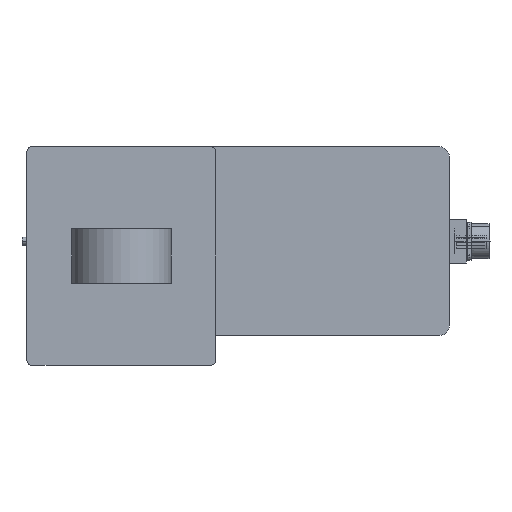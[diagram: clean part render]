
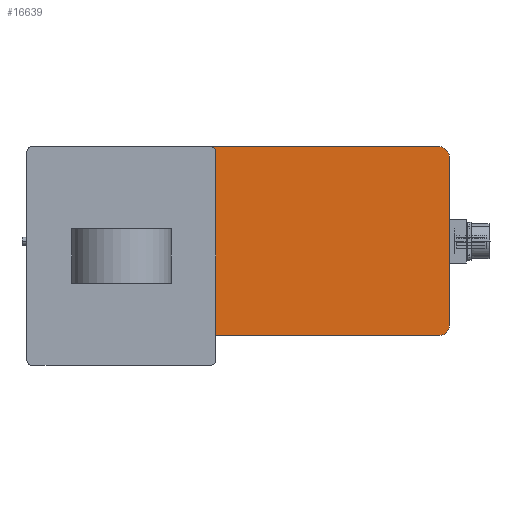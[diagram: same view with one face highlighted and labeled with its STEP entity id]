
A CAD part, front view. The second image highlights one B-rep face of the part: STEP entity #16639.
In plain terms, the highlighted face is planar.
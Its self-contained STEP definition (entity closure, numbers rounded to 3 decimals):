
#1143 = DIRECTION ( 'NONE',  ( -1., 0., 0. ) ) ;
#1640 = DIRECTION ( 'NONE',  ( 0., 1., 0. ) ) ;
#2752 = EDGE_CURVE ( 'NONE', #28088, #65034, #16520, .T. ) ;
#3083 = DIRECTION ( 'NONE',  ( 0., 0., -1. ) ) ;
#4514 = VERTEX_POINT ( 'NONE', #15044 ) ;
#6175 = DIRECTION ( 'NONE',  ( 0., 0., -1. ) ) ;
#6872 = CARTESIAN_POINT ( 'NONE',  ( 95.05, -330.05, -239. ) ) ;
#7036 = DIRECTION ( 'NONE',  ( -1., 0., 0. ) ) ;
#9953 = ORIENTED_EDGE ( 'NONE', *, *, #43222, .T. ) ;
#10974 = FACE_OUTER_BOUND ( 'NONE', #43359, .T. ) ;
#11472 = CARTESIAN_POINT ( 'NONE',  ( -95.05, 95.05, -239. ) ) ;
#12257 = CARTESIAN_POINT ( 'NONE',  ( -95.05, 85.05, -239. ) ) ;
#12548 = VECTOR ( 'NONE', #41267, 1000. ) ;
#12791 = CARTESIAN_POINT ( 'NONE',  ( -95.05, -330.05, -239. ) ) ;
#15044 = CARTESIAN_POINT ( 'NONE',  ( -85.05, 95.05, -239. ) ) ;
#15285 = DIRECTION ( 'NONE',  ( -1., 0., 0. ) ) ;
#15685 = CARTESIAN_POINT ( 'NONE',  ( -95.05, -320.05, -239. ) ) ;
#15898 = EDGE_CURVE ( 'NONE', #24853, #57295, #62343, .T. ) ;
#16520 = CIRCLE ( 'NONE', #60411, 10. ) ;
#16639 = ADVANCED_FACE ( 'NONE', ( #10974 ), #54374, .T. ) ;
#17197 = AXIS2_PLACEMENT_3D ( 'NONE', #60843, #37374, #15285 ) ;
#18037 = LINE ( 'NONE', #6872, #59156 ) ;
#18677 = ORIENTED_EDGE ( 'NONE', *, *, #31964, .T. ) ;
#19181 = CARTESIAN_POINT ( 'NONE',  ( 95.05, 95.05, -239. ) ) ;
#24853 = VERTEX_POINT ( 'NONE', #15685 ) ;
#27440 = DIRECTION ( 'NONE',  ( -1., 0., 0. ) ) ;
#27507 = DIRECTION ( 'NONE',  ( -1., 0., 0. ) ) ;
#28088 = VERTEX_POINT ( 'NONE', #63228 ) ;
#28205 = CARTESIAN_POINT ( 'NONE',  ( 85.05, -330.05, -239. ) ) ;
#29228 = CARTESIAN_POINT ( 'NONE',  ( -85.05, -330.05, -239. ) ) ;
#31091 = VECTOR ( 'NONE', #1640, 1000. ) ;
#31964 = EDGE_CURVE ( 'NONE', #57295, #4514, #40243, .T. ) ;
#33767 = DIRECTION ( 'NONE',  ( 0., 0., -1. ) ) ;
#36427 = CARTESIAN_POINT ( 'NONE',  ( 95.05, -320.05, -239. ) ) ;
#37374 = DIRECTION ( 'NONE',  ( 0., 0., -1. ) ) ;
#37971 = ORIENTED_EDGE ( 'NONE', *, *, #2752, .T. ) ;
#38743 = CARTESIAN_POINT ( 'NONE',  ( -85.05, -320.05, -239. ) ) ;
#39070 = AXIS2_PLACEMENT_3D ( 'NONE', #61843, #6175, #1143 ) ;
#39193 = CARTESIAN_POINT ( 'NONE',  ( 85.05, -320.05, -239. ) ) ;
#39397 = CIRCLE ( 'NONE', #47458, 10. ) ;
#39421 = CARTESIAN_POINT ( 'NONE',  ( 95.05, 85.05, -239. ) ) ;
#39646 = VECTOR ( 'NONE', #60641, 1000. ) ;
#40243 = CIRCLE ( 'NONE', #39070, 10. ) ;
#41267 = DIRECTION ( 'NONE',  ( 0., -1., 0. ) ) ;
#41911 = ORIENTED_EDGE ( 'NONE', *, *, #62756, .T. ) ;
#42119 = EDGE_CURVE ( 'NONE', #70044, #24853, #42571, .T. ) ;
#42571 = CIRCLE ( 'NONE', #62216, 10. ) ;
#43222 = EDGE_CURVE ( 'NONE', #65034, #69390, #67326, .T. ) ;
#43359 = EDGE_LOOP ( 'NONE', ( #49736, #18677, #45447, #37971, #9953, #47472, #41911, #54234 ) ) ;
#45447 = ORIENTED_EDGE ( 'NONE', *, *, #66461, .T. ) ;
#47458 = AXIS2_PLACEMENT_3D ( 'NONE', #39193, #33767, #7036 ) ;
#47472 = ORIENTED_EDGE ( 'NONE', *, *, #48945, .T. ) ;
#48945 = EDGE_CURVE ( 'NONE', #69390, #56581, #39397, .T. ) ;
#49736 = ORIENTED_EDGE ( 'NONE', *, *, #15898, .T. ) ;
#51878 = CARTESIAN_POINT ( 'NONE',  ( 85.05, 85.05, -239. ) ) ;
#54234 = ORIENTED_EDGE ( 'NONE', *, *, #42119, .T. ) ;
#54374 = PLANE ( 'NONE',  #17197 ) ;
#56581 = VERTEX_POINT ( 'NONE', #28205 ) ;
#57295 = VERTEX_POINT ( 'NONE', #12257 ) ;
#59156 = VECTOR ( 'NONE', #27440, 1000. ) ;
#60411 = AXIS2_PLACEMENT_3D ( 'NONE', #51878, #3083, #68872 ) ;
#60641 = DIRECTION ( 'NONE',  ( 1., 0., 0. ) ) ;
#60796 = DIRECTION ( 'NONE',  ( 0., 0., -1. ) ) ;
#60843 = CARTESIAN_POINT ( 'NONE',  ( 0., 0., -239. ) ) ;
#60992 = LINE ( 'NONE', #11472, #39646 ) ;
#61843 = CARTESIAN_POINT ( 'NONE',  ( -85.05, 85.05, -239. ) ) ;
#62216 = AXIS2_PLACEMENT_3D ( 'NONE', #38743, #60796, #27507 ) ;
#62343 = LINE ( 'NONE', #12791, #31091 ) ;
#62756 = EDGE_CURVE ( 'NONE', #56581, #70044, #18037, .T. ) ;
#63228 = CARTESIAN_POINT ( 'NONE',  ( 85.05, 95.05, -239. ) ) ;
#65034 = VERTEX_POINT ( 'NONE', #39421 ) ;
#66461 = EDGE_CURVE ( 'NONE', #4514, #28088, #60992, .T. ) ;
#67326 = LINE ( 'NONE', #19181, #12548 ) ;
#68872 = DIRECTION ( 'NONE',  ( -1., 0., 0. ) ) ;
#69390 = VERTEX_POINT ( 'NONE', #36427 ) ;
#70044 = VERTEX_POINT ( 'NONE', #29228 ) ;
